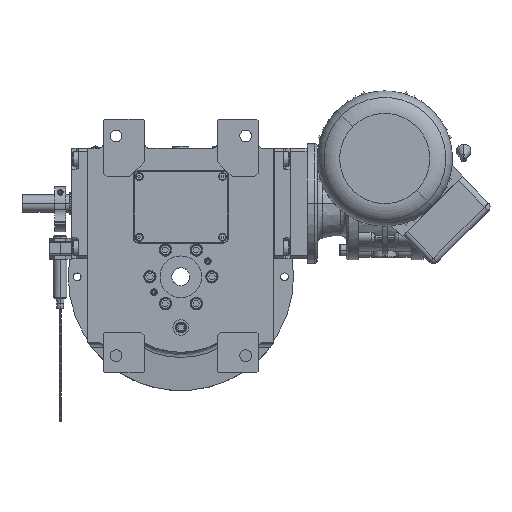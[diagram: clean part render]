
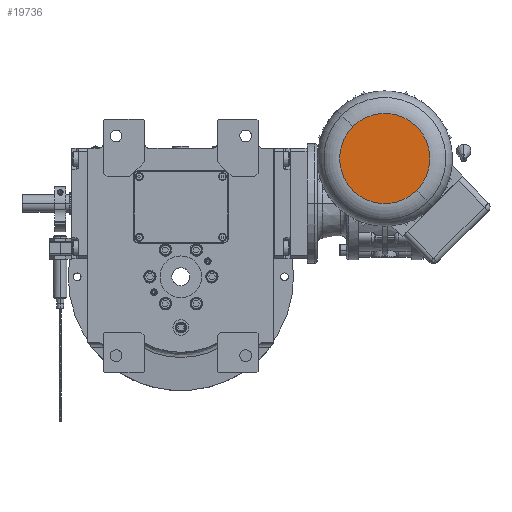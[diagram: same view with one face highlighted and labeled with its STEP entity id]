
A CAD part, front view. The second image highlights one B-rep face of the part: STEP entity #19736.
In plain terms, the highlighted face is planar.
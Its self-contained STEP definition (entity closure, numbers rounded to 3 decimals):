
#1108 = DIRECTION ( 'NONE',  ( 0., 1., 0. ) ) ;
#3729 = FACE_OUTER_BOUND ( 'NONE', #61286, .T. ) ;
#18815 = CARTESIAN_POINT ( 'NONE',  ( 0., 166.5, 0. ) ) ;
#19736 = ADVANCED_FACE ( 'NONE', ( #3729 ), #36985, .T. ) ;
#26339 = DIRECTION ( 'NONE',  ( 1., 0., 0. ) ) ;
#32774 = CARTESIAN_POINT ( 'NONE',  ( 0., 166.5, -40. ) ) ;
#33234 = CIRCLE ( 'NONE', #109935, 40. ) ;
#34568 = VERTEX_POINT ( 'NONE', #32774 ) ;
#35799 = ORIENTED_EDGE ( 'NONE', *, *, #94746, .T. ) ;
#36985 = PLANE ( 'NONE',  #79554 ) ;
#37815 = EDGE_CURVE ( 'NONE', #127337, #34568, #100926, .T. ) ;
#55873 = ORIENTED_EDGE ( 'NONE', *, *, #37815, .T. ) ;
#61286 = EDGE_LOOP ( 'NONE', ( #35799, #55873 ) ) ;
#79554 = AXIS2_PLACEMENT_3D ( 'NONE', #116475, #117767, #26339 ) ;
#79560 = AXIS2_PLACEMENT_3D ( 'NONE', #18815, #88204, #130921 ) ;
#83138 = CARTESIAN_POINT ( 'NONE',  ( 0., 166.5, 0. ) ) ;
#88204 = DIRECTION ( 'NONE',  ( 0., 1., 0. ) ) ;
#94746 = EDGE_CURVE ( 'NONE', #34568, #127337, #33234, .T. ) ;
#100926 = CIRCLE ( 'NONE', #79560, 40. ) ;
#109935 = AXIS2_PLACEMENT_3D ( 'NONE', #83138, #1108, #113200 ) ;
#113200 = DIRECTION ( 'NONE',  ( 0., 0., -1. ) ) ;
#116475 = CARTESIAN_POINT ( 'NONE',  ( 0., 166.5, 0. ) ) ;
#117767 = DIRECTION ( 'NONE',  ( 0., 1., 0. ) ) ;
#127337 = VERTEX_POINT ( 'NONE', #128582 ) ;
#128582 = CARTESIAN_POINT ( 'NONE',  ( 0., 166.5, 40. ) ) ;
#130921 = DIRECTION ( 'NONE',  ( 0., 0., 1. ) ) ;
